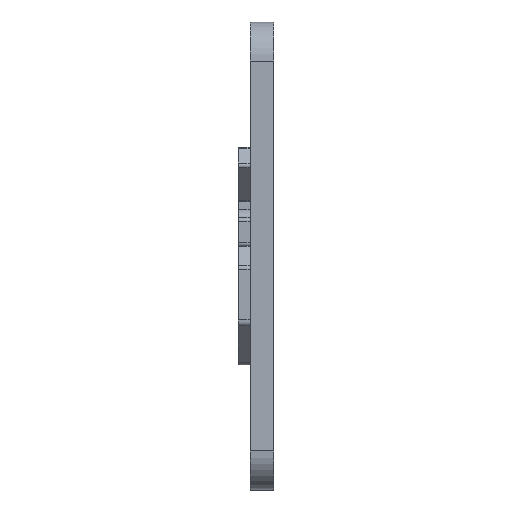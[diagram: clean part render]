
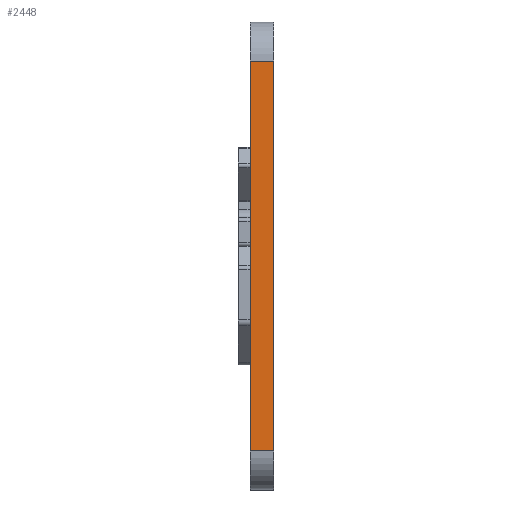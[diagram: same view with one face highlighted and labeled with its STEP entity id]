
A CAD part, left-side view. The second image highlights one B-rep face of the part: STEP entity #2448.
In plain terms, the highlighted planar face has unit normal (-1, 0, 0).
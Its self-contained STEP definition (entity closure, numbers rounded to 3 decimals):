
#50 = ORIENTED_EDGE ( 'NONE', *, *, #337, .T. ) ;
#334 = CARTESIAN_POINT ( 'NONE',  ( -30., 3., -30. ) ) ;
#337 = EDGE_CURVE ( 'NONE', #4662, #636, #4220, .T. ) ;
#528 = VECTOR ( 'NONE', #3871, 1000. ) ;
#636 = VERTEX_POINT ( 'NONE', #4900 ) ;
#782 = AXIS2_PLACEMENT_3D ( 'NONE', #334, #3417, #2965 ) ;
#797 = DIRECTION ( 'NONE',  ( 0., 0., 1. ) ) ;
#807 = VECTOR ( 'NONE', #1857, 1000. ) ;
#1078 = VERTEX_POINT ( 'NONE', #1933 ) ;
#1129 = FACE_OUTER_BOUND ( 'NONE', #2897, .T. ) ;
#1857 = DIRECTION ( 'NONE',  ( 0., 0., 1. ) ) ;
#1933 = CARTESIAN_POINT ( 'NONE',  ( -30., 3., 25. ) ) ;
#1962 = LINE ( 'NONE', #2141, #2040 ) ;
#1995 = PLANE ( 'NONE',  #782 ) ;
#2040 = VECTOR ( 'NONE', #3815, 1000. ) ;
#2141 = CARTESIAN_POINT ( 'NONE',  ( -30., 3., -25. ) ) ;
#2403 = ORIENTED_EDGE ( 'NONE', *, *, #4999, .T. ) ;
#2448 = ADVANCED_FACE ( 'NONE', ( #1129 ), #1995, .F. ) ;
#2757 = CARTESIAN_POINT ( 'NONE',  ( -30., 3., -30. ) ) ;
#2819 = CARTESIAN_POINT ( 'NONE',  ( -30., 0., -25. ) ) ;
#2842 = EDGE_CURVE ( 'NONE', #5200, #4662, #1962, .T. ) ;
#2897 = EDGE_LOOP ( 'NONE', ( #2981, #3899, #50, #2403 ) ) ;
#2965 = DIRECTION ( 'NONE',  ( 0., 0., -1. ) ) ;
#2981 = ORIENTED_EDGE ( 'NONE', *, *, #5508, .F. ) ;
#3019 = LINE ( 'NONE', #3360, #528 ) ;
#3355 = VECTOR ( 'NONE', #797, 1000. ) ;
#3360 = CARTESIAN_POINT ( 'NONE',  ( -30., 3., 25. ) ) ;
#3417 = DIRECTION ( 'NONE',  ( 1., 0., 0. ) ) ;
#3815 = DIRECTION ( 'NONE',  ( 0., -1., 0. ) ) ;
#3871 = DIRECTION ( 'NONE',  ( 0., 1., 0. ) ) ;
#3899 = ORIENTED_EDGE ( 'NONE', *, *, #2842, .T. ) ;
#3941 = LINE ( 'NONE', #2757, #807 ) ;
#4220 = LINE ( 'NONE', #5064, #3355 ) ;
#4662 = VERTEX_POINT ( 'NONE', #2819 ) ;
#4900 = CARTESIAN_POINT ( 'NONE',  ( -30., 0., 25. ) ) ;
#4999 = EDGE_CURVE ( 'NONE', #636, #1078, #3019, .T. ) ;
#5064 = CARTESIAN_POINT ( 'NONE',  ( -30., 0., -30. ) ) ;
#5200 = VERTEX_POINT ( 'NONE', #5218 ) ;
#5218 = CARTESIAN_POINT ( 'NONE',  ( -30., 3., -25. ) ) ;
#5508 = EDGE_CURVE ( 'NONE', #5200, #1078, #3941, .T. ) ;
